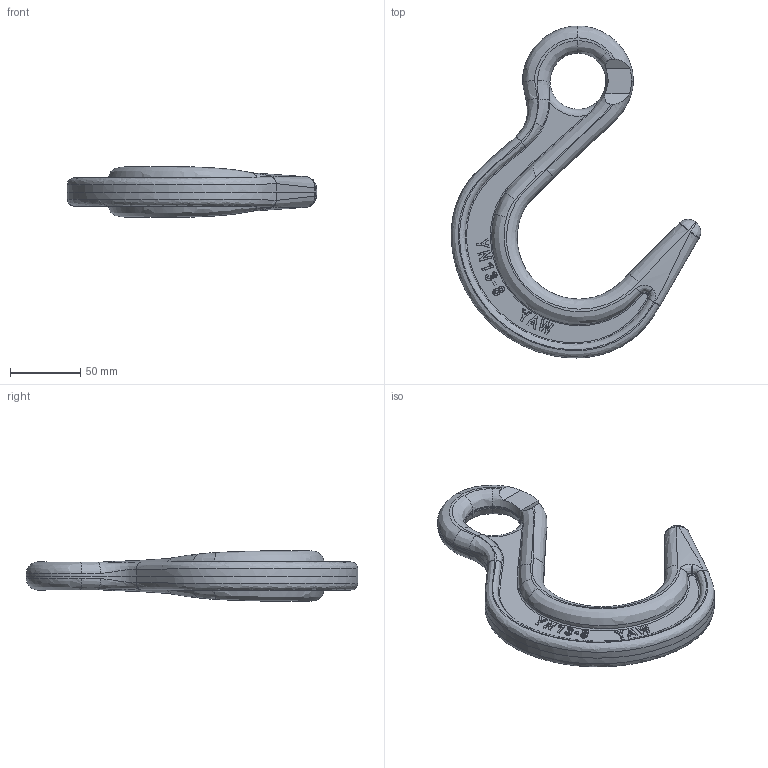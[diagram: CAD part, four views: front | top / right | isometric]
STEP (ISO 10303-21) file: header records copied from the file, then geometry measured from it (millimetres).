
FILE_DESCRIPTION(('CATIA V5 STEP Exchange'),'2;1');
FILE_NAME('X-047-13.stp','2019-08-16T01:58:55+00:00',('none'),('none'),'CATIA Version 5 Release 21 GA (IN-10)','CATIA V5 STEP AP203','none');
FILE_SCHEMA(('CONFIG_CONTROL_DESIGN'));
Products named in the file (1): X-047-13
Bounding box: 178.15 x 237.02 x 36.3 mm (x, y, z)
Volume: 304999.7 mm3; surface area: 53239.2 mm2
Topology: 1 solids, 1 shells, 2459 faces, 5999 edges, 3566 vertices
Faces by surface type: bspline 840, cylinder 785, sphere 476, plane 180, torus 178
Entity records: 113189 total; most frequent: CARTESIAN_POINT 65658, ORIENTED_EDGE 11990, EDGE_CURVE 5995, DIRECTION 5944, VERTEX_POINT 3566, AXIS2_PLACEMENT_3D 3133, B_SPLINE_CURVE_WITH_KNOTS 3132, EDGE_LOOP 2489
